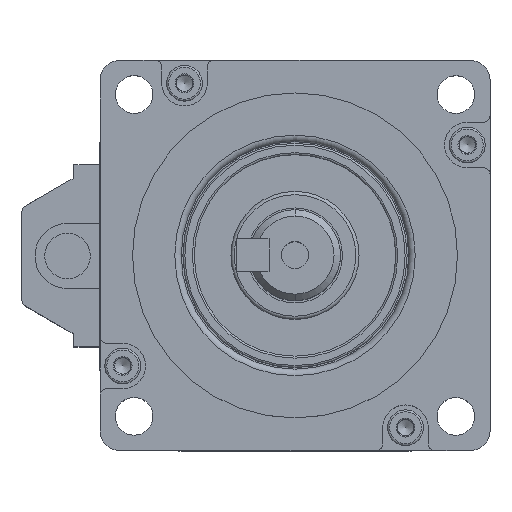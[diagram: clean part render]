
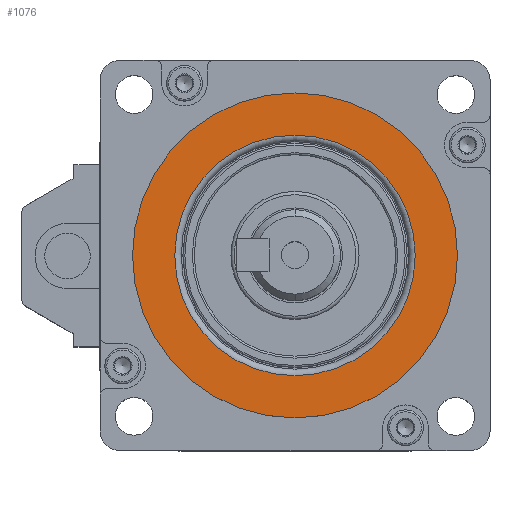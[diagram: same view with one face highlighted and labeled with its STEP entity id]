
A CAD part, top view. The second image highlights one B-rep face of the part: STEP entity #1076.
In plain terms, the highlighted planar face has unit normal (0, 0, 1).
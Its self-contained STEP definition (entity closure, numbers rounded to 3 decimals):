
#348=FACE_BOUND('',#2309,.T.);
#349=FACE_BOUND('',#2310,.T.);
#708=PLANE('',#9488);
#1076=ADVANCED_FACE('',(#348,#349),#708,.T.);
#2309=EDGE_LOOP('',(#4889));
#2310=EDGE_LOOP('',(#4890,#4891));
#4889=ORIENTED_EDGE('',*,*,#7823,.T.);
#4890=ORIENTED_EDGE('',*,*,#7821,.T.);
#4891=ORIENTED_EDGE('',*,*,#7785,.T.);
#6859=VERTEX_POINT('',#13916);
#6860=VERTEX_POINT('',#13917);
#6879=VERTEX_POINT('',#13988);
#7785=EDGE_CURVE('',#6859,#6860,#8790,.T.);
#7821=EDGE_CURVE('',#6860,#6859,#8816,.T.);
#7823=EDGE_CURVE('',#6879,#6879,#8818,.T.);
#8790=CIRCLE('',#9445,25.);
#8816=CIRCLE('',#9484,25.);
#8818=CIRCLE('',#9487,18.5);
#9445=AXIS2_PLACEMENT_3D('',#13915,#11085,#11086);
#9484=AXIS2_PLACEMENT_3D('',#13984,#11173,#11174);
#9487=AXIS2_PLACEMENT_3D('',#13987,#11179,#11180);
#9488=AXIS2_PLACEMENT_3D('',#13989,#11181,#11182);
#11085=DIRECTION('',(0.,0.,1.));
#11086=DIRECTION('',(0.,1.,0.));
#11173=DIRECTION('',(0.,0.,1.));
#11174=DIRECTION('',(0.,1.,0.));
#11179=DIRECTION('',(0.,0.,-1.));
#11180=DIRECTION('',(0.,1.,0.));
#11181=DIRECTION('',(0.,0.,1.));
#11182=DIRECTION('',(0.,1.,0.));
#13915=CARTESIAN_POINT('',(0.,0.,-8.3));
#13916=CARTESIAN_POINT('',(0.,25.,-8.3));
#13917=CARTESIAN_POINT('',(0.,-25.,-8.3));
#13984=CARTESIAN_POINT('',(0.,0.,-8.3));
#13987=CARTESIAN_POINT('',(0.,0.,-8.3));
#13988=CARTESIAN_POINT('',(0.,18.5,-8.3));
#13989=CARTESIAN_POINT('',(0.,0.,-8.3));
